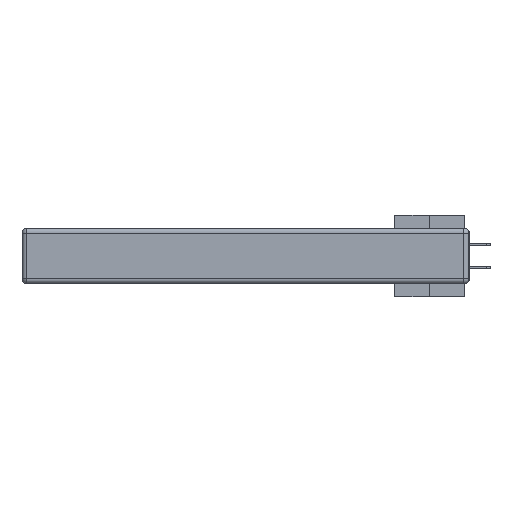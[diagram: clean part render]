
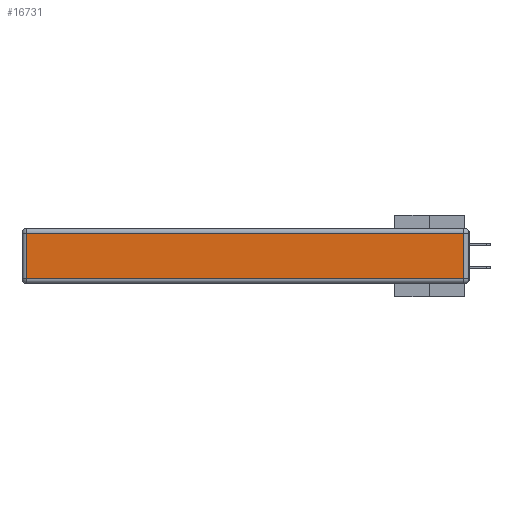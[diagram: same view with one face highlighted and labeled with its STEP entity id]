
A CAD part, left-side view. The second image highlights one B-rep face of the part: STEP entity #16731.
In plain terms, the highlighted planar face has unit normal (-1, 0, 0).
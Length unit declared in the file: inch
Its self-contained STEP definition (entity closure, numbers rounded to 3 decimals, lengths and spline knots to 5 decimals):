
#117 = CARTESIAN_POINT ( 'NONE',  ( 0., 2.72, -0.343 ) ) ;
#1859 = EDGE_CURVE ( 'NONE', #23912, #31898, #3100, .T. ) ;
#2151 = LINE ( 'NONE', #37747, #27126 ) ;
#2540 = CARTESIAN_POINT ( 'NONE',  ( 0., 0.03, -0.313 ) ) ;
#2956 = LINE ( 'NONE', #20408, #5989 ) ;
#3009 = CARTESIAN_POINT ( 'NONE',  ( 0., 0.03, -0.03 ) ) ;
#3100 = LINE ( 'NONE', #117, #23601 ) ;
#4078 = DIRECTION ( 'NONE',  ( 0., 0., 1. ) ) ;
#4123 = LINE ( 'NONE', #38433, #4168 ) ;
#4168 = VECTOR ( 'NONE', #9704, 39.37008 ) ;
#4846 = ORIENTED_EDGE ( 'NONE', *, *, #1859, .T. ) ;
#5989 = VECTOR ( 'NONE', #26273, 39.37008 ) ;
#8305 = EDGE_CURVE ( 'NONE', #31898, #21442, #2151, .T. ) ;
#9704 = DIRECTION ( 'NONE',  ( 0., 0., 1. ) ) ;
#10679 = DIRECTION ( 'NONE',  ( -1., 0., 0. ) ) ;
#10866 = CARTESIAN_POINT ( 'NONE',  ( 0., 2.72, -0.03 ) ) ;
#10961 = CARTESIAN_POINT ( 'NONE',  ( 0., 0., -0.343 ) ) ;
#11214 = ORIENTED_EDGE ( 'NONE', *, *, #20180, .T. ) ;
#13015 = DIRECTION ( 'NONE',  ( 0., 0., -1. ) ) ;
#14468 = FACE_OUTER_BOUND ( 'NONE', #38561, .T. ) ;
#16731 = ADVANCED_FACE ( 'NONE', ( #14468 ), #16971, .T. ) ;
#16971 = PLANE ( 'NONE',  #35656 ) ;
#17758 = ORIENTED_EDGE ( 'NONE', *, *, #32966, .T. ) ;
#20180 = EDGE_CURVE ( 'NONE', #21442, #28475, #4123, .T. ) ;
#20408 = CARTESIAN_POINT ( 'NONE',  ( 0., 2.75, -0.03 ) ) ;
#21442 = VERTEX_POINT ( 'NONE', #2540 ) ;
#23601 = VECTOR ( 'NONE', #13015, 39.37008 ) ;
#23912 = VERTEX_POINT ( 'NONE', #10866 ) ;
#25680 = CARTESIAN_POINT ( 'NONE',  ( 0., 2.72, -0.313 ) ) ;
#26273 = DIRECTION ( 'NONE',  ( 0., 1., 0. ) ) ;
#27126 = VECTOR ( 'NONE', #31606, 39.37008 ) ;
#28475 = VERTEX_POINT ( 'NONE', #3009 ) ;
#31606 = DIRECTION ( 'NONE',  ( 0., -1., 0. ) ) ;
#31898 = VERTEX_POINT ( 'NONE', #25680 ) ;
#32966 = EDGE_CURVE ( 'NONE', #28475, #23912, #2956, .T. ) ;
#35615 = ORIENTED_EDGE ( 'NONE', *, *, #8305, .T. ) ;
#35656 = AXIS2_PLACEMENT_3D ( 'NONE', #10961, #10679, #4078 ) ;
#37747 = CARTESIAN_POINT ( 'NONE',  ( 0., 0., -0.313 ) ) ;
#38433 = CARTESIAN_POINT ( 'NONE',  ( 0., 0.03, -0.343 ) ) ;
#38561 = EDGE_LOOP ( 'NONE', ( #35615, #11214, #17758, #4846 ) ) ;
